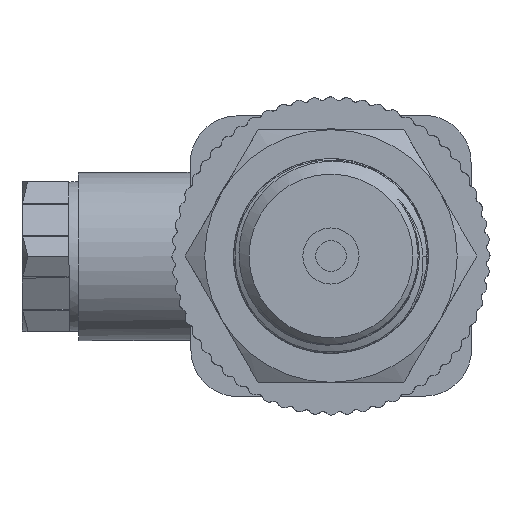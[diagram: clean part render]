
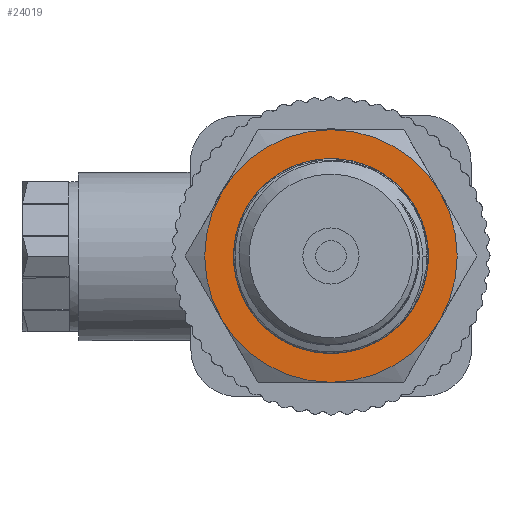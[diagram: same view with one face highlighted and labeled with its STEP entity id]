
A CAD part, left-side view. The second image highlights one B-rep face of the part: STEP entity #24019.
In plain terms, the highlighted planar face has unit normal (-1, 0, 0).
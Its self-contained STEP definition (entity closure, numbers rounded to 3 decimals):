
#296=PLANE('',#25321);
#1496=FACE_BOUND('',#3309,.T.);
#1935=FACE_OUTER_BOUND('',#3308,.T.);
#3308=EDGE_LOOP('',(#17841));
#3309=EDGE_LOOP('',(#17842));
#4549=CIRCLE('',#25311,10.);
#4551=CIRCLE('',#25319,13.5);
#10563=VERTEX_POINT('',#46847);
#10564=VERTEX_POINT('',#48701);
#13288=EDGE_CURVE('',#10563,#10563,#4549,.T.);
#13296=EDGE_CURVE('',#10564,#10564,#4551,.T.);
#17841=ORIENTED_EDGE('',*,*,#13296,.F.);
#17842=ORIENTED_EDGE('',*,*,#13288,.T.);
#24019=ADVANCED_FACE('',(#1935,#1496),#296,.T.);
#25311=AXIS2_PLACEMENT_3D('',#46848,#27247,#27248);
#25319=AXIS2_PLACEMENT_3D('',#48703,#27266,#27267);
#25321=AXIS2_PLACEMENT_3D('',#48705,#27270,#27271);
#27247=DIRECTION('center_axis',(1.,0.,0.));
#27248=DIRECTION('ref_axis',(0.,0.,-1.));
#27266=DIRECTION('center_axis',(1.,0.,0.));
#27267=DIRECTION('ref_axis',(0.,0.,-1.));
#27270=DIRECTION('center_axis',(-1.,0.,0.));
#27271=DIRECTION('ref_axis',(0.,0.,1.));
#46847=CARTESIAN_POINT('',(-47.,0.,10.));
#46848=CARTESIAN_POINT('Origin',(-47.,0.,0.));
#48701=CARTESIAN_POINT('',(-47.,-13.5,0.));
#48703=CARTESIAN_POINT('Origin',(-47.,0.,0.));
#48705=CARTESIAN_POINT('Origin',(-47.,13.5,0.));
